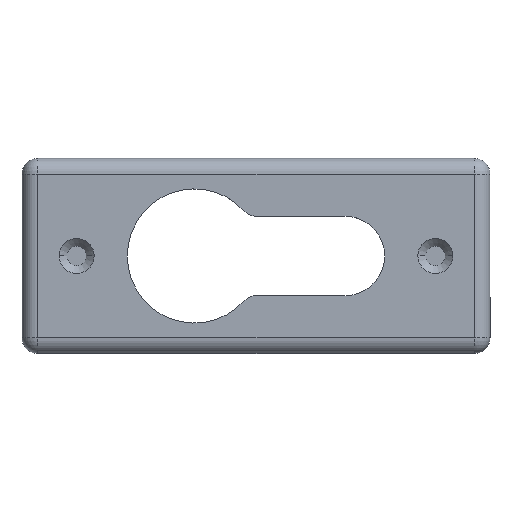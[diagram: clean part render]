
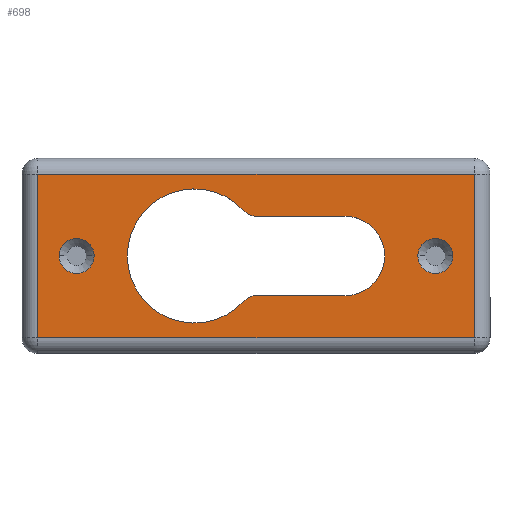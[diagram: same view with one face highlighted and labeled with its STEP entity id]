
A CAD part, top view. The second image highlights one B-rep face of the part: STEP entity #698.
In plain terms, the highlighted planar face has unit normal (0, 0, 1).
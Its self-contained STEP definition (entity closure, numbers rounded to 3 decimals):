
#9 = DIRECTION ( 'NONE',  ( 1., 0., 0. ) ) ;
#227 = LINE ( 'NONE', #7171, #1866 ) ;
#266 = VERTEX_POINT ( 'NONE', #7058 ) ;
#374 = CARTESIAN_POINT ( 'NONE',  ( 7.871, 5.1, 3.9 ) ) ;
#421 = CARTESIAN_POINT ( 'NONE',  ( 6.925, 5.1, 3.9 ) ) ;
#459 = DIRECTION ( 'NONE',  ( 1., 0., 0. ) ) ;
#492 = DIRECTION ( 'NONE',  ( 0., 0., 1. ) ) ;
#532 = CARTESIAN_POINT ( 'NONE',  ( 0., 0., 3.9 ) ) ;
#550 = AXIS2_PLACEMENT_3D ( 'NONE', #532, #492, #5525 ) ;
#580 = EDGE_LOOP ( 'NONE', ( #3519, #3095, #6857, #6070, #4336, #1907, #7407 ) ) ;
#581 = CARTESIAN_POINT ( 'NONE',  ( 19.3, -5.1, 3.9 ) ) ;
#594 = EDGE_CURVE ( 'NONE', #3107, #3170, #6953, .T. ) ;
#664 = DIRECTION ( 'NONE',  ( 0., 0., 1. ) ) ;
#693 = CIRCLE ( 'NONE', #2570, 2. ) ;
#698 = ADVANCED_FACE ( 'NONE', ( #1938, #8180, #8218, #5011 ), #4380, .T. ) ;
#924 = CARTESIAN_POINT ( 'NONE',  ( -17.35, 0., 3.9 ) ) ;
#1050 = DIRECTION ( 'NONE',  ( 1., 0., 0. ) ) ;
#1069 = EDGE_CURVE ( 'NONE', #7302, #4965, #7573, .T. ) ;
#1074 = EDGE_CURVE ( 'NONE', #7306, #4393, #3473, .T. ) ;
#1210 = VERTEX_POINT ( 'NONE', #1455 ) ;
#1297 = ORIENTED_EDGE ( 'NONE', *, *, #2198, .T. ) ;
#1405 = VERTEX_POINT ( 'NONE', #374 ) ;
#1416 = EDGE_CURVE ( 'NONE', #4393, #1405, #6160, .T. ) ;
#1455 = CARTESIAN_POINT ( 'NONE',  ( 35.9, 10.5, 3.9 ) ) ;
#1479 = CIRCLE ( 'NONE', #7890, 2.25 ) ;
#1556 = EDGE_CURVE ( 'NONE', #6460, #3400, #6679, .T. ) ;
#1569 = ORIENTED_EDGE ( 'NONE', *, *, #1069, .T. ) ;
#1673 = DIRECTION ( 'NONE',  ( 0., 0., 1. ) ) ;
#1866 = VECTOR ( 'NONE', #3460, 1000. ) ;
#1907 = ORIENTED_EDGE ( 'NONE', *, *, #1556, .T. ) ;
#1926 = CARTESIAN_POINT ( 'NONE',  ( 19.3, 0., 3.9 ) ) ;
#1938 = FACE_OUTER_BOUND ( 'NONE', #4214, .T. ) ;
#2065 = DIRECTION ( 'NONE',  ( 1., 0., 0. ) ) ;
#2170 = DIRECTION ( 'NONE',  ( 1., 0., 0. ) ) ;
#2198 = EDGE_CURVE ( 'NONE', #3170, #3107, #2271, .T. ) ;
#2271 = CIRCLE ( 'NONE', #3483, 2.25 ) ;
#2340 = ORIENTED_EDGE ( 'NONE', *, *, #6591, .T. ) ;
#2442 = DIRECTION ( 'NONE',  ( 1., 0., 0. ) ) ;
#2478 = ORIENTED_EDGE ( 'NONE', *, *, #4140, .T. ) ;
#2531 = AXIS2_PLACEMENT_3D ( 'NONE', #7042, #3246, #3796 ) ;
#2559 = EDGE_CURVE ( 'NONE', #7349, #7302, #227, .T. ) ;
#2567 = DIRECTION ( 'NONE',  ( 0., 0., -1. ) ) ;
#2569 = DIRECTION ( 'NONE',  ( -1., 0., 0. ) ) ;
#2570 = AXIS2_PLACEMENT_3D ( 'NONE', #2895, #1673, #1050 ) ;
#2663 = VERTEX_POINT ( 'NONE', #5473 ) ;
#2691 = CARTESIAN_POINT ( 'NONE',  ( -12.85, 0., 3.9 ) ) ;
#2884 = DIRECTION ( 'NONE',  ( 0., 0., -1. ) ) ;
#2895 = CARTESIAN_POINT ( 'NONE',  ( 7.871, 7.1, 3.9 ) ) ;
#2982 = DIRECTION ( 'NONE',  ( -1., 0., 0. ) ) ;
#3074 = AXIS2_PLACEMENT_3D ( 'NONE', #1926, #7031, #2569 ) ;
#3095 = ORIENTED_EDGE ( 'NONE', *, *, #3166, .T. ) ;
#3107 = VERTEX_POINT ( 'NONE', #2691 ) ;
#3111 = CARTESIAN_POINT ( 'NONE',  ( 19.3, -5.1, 3.9 ) ) ;
#3166 = EDGE_CURVE ( 'NONE', #2663, #1405, #693, .T. ) ;
#3170 = VERTEX_POINT ( 'NONE', #924 ) ;
#3246 = DIRECTION ( 'NONE',  ( 0., 0., 1. ) ) ;
#3332 = VECTOR ( 'NONE', #7772, 1000. ) ;
#3381 = EDGE_CURVE ( 'NONE', #6460, #7306, #6861, .T. ) ;
#3391 = ORIENTED_EDGE ( 'NONE', *, *, #5709, .T. ) ;
#3400 = VERTEX_POINT ( 'NONE', #4901 ) ;
#3460 = DIRECTION ( 'NONE',  ( 0., -1., 0. ) ) ;
#3473 = CIRCLE ( 'NONE', #3074, 5.1 ) ;
#3483 = AXIS2_PLACEMENT_3D ( 'NONE', #6692, #2884, #2170 ) ;
#3519 = ORIENTED_EDGE ( 'NONE', *, *, #7804, .F. ) ;
#3591 = CARTESIAN_POINT ( 'NONE',  ( -8.6, 0., 3.9 ) ) ;
#3757 = AXIS2_PLACEMENT_3D ( 'NONE', #6844, #6135, #4216 ) ;
#3796 = DIRECTION ( 'NONE',  ( 1., 0., 0. ) ) ;
#3816 = LINE ( 'NONE', #4487, #5860 ) ;
#3904 = CARTESIAN_POINT ( 'NONE',  ( 19.3, 5.1, 3.9 ) ) ;
#4066 = CARTESIAN_POINT ( 'NONE',  ( -20.1, 10.5, 3.9 ) ) ;
#4139 = VECTOR ( 'NONE', #9, 1000. ) ;
#4140 = EDGE_CURVE ( 'NONE', #266, #4657, #7235, .T. ) ;
#4177 = AXIS2_PLACEMENT_3D ( 'NONE', #4331, #2567, #2442 ) ;
#4214 = EDGE_LOOP ( 'NONE', ( #2340, #4794, #1569, #3391 ) ) ;
#4216 = DIRECTION ( 'NONE',  ( 1., 0., 0. ) ) ;
#4331 = CARTESIAN_POINT ( 'NONE',  ( 30.9, 0., 3.9 ) ) ;
#4336 = ORIENTED_EDGE ( 'NONE', *, *, #3381, .F. ) ;
#4380 = PLANE ( 'NONE',  #2531 ) ;
#4393 = VERTEX_POINT ( 'NONE', #3904 ) ;
#4487 = CARTESIAN_POINT ( 'NONE',  ( 35.9, 10.5, 3.9 ) ) ;
#4657 = VERTEX_POINT ( 'NONE', #4856 ) ;
#4698 = CIRCLE ( 'NONE', #550, 8.6 ) ;
#4763 = EDGE_CURVE ( 'NONE', #4657, #266, #1479, .T. ) ;
#4794 = ORIENTED_EDGE ( 'NONE', *, *, #2559, .T. ) ;
#4800 = EDGE_CURVE ( 'NONE', #5827, #3400, #4698, .T. ) ;
#4856 = CARTESIAN_POINT ( 'NONE',  ( 33.15, 0., 3.9 ) ) ;
#4901 = CARTESIAN_POINT ( 'NONE',  ( 6.386, -5.76, 3.9 ) ) ;
#4965 = VERTEX_POINT ( 'NONE', #5768 ) ;
#4981 = CIRCLE ( 'NONE', #7508, 8.6 ) ;
#5011 = FACE_BOUND ( 'NONE', #580, .T. ) ;
#5156 = CARTESIAN_POINT ( 'NONE',  ( -20.1, 10.5, 3.9 ) ) ;
#5292 = DIRECTION ( 'NONE',  ( 0., 0., 1. ) ) ;
#5339 = AXIS2_PLACEMENT_3D ( 'NONE', #7485, #664, #5658 ) ;
#5408 = CARTESIAN_POINT ( 'NONE',  ( 7.871, -5.1, 3.9 ) ) ;
#5473 = CARTESIAN_POINT ( 'NONE',  ( 6.386, 5.76, 3.9 ) ) ;
#5525 = DIRECTION ( 'NONE',  ( 1., 0., 0. ) ) ;
#5562 = DIRECTION ( 'NONE',  ( 0., 0., -1. ) ) ;
#5658 = DIRECTION ( 'NONE',  ( 1., 0., 0. ) ) ;
#5709 = EDGE_CURVE ( 'NONE', #4965, #1210, #3816, .T. ) ;
#5747 = CARTESIAN_POINT ( 'NONE',  ( -20.1, -10.5, 3.9 ) ) ;
#5768 = CARTESIAN_POINT ( 'NONE',  ( 35.9, -10.5, 3.9 ) ) ;
#5827 = VERTEX_POINT ( 'NONE', #3591 ) ;
#5860 = VECTOR ( 'NONE', #7567, 1000. ) ;
#6011 = VECTOR ( 'NONE', #2982, 1000. ) ;
#6070 = ORIENTED_EDGE ( 'NONE', *, *, #1074, .F. ) ;
#6135 = DIRECTION ( 'NONE',  ( 0., 0., -1. ) ) ;
#6160 = LINE ( 'NONE', #421, #6011 ) ;
#6334 = CARTESIAN_POINT ( 'NONE',  ( 35.9, -10.5, 3.9 ) ) ;
#6460 = VERTEX_POINT ( 'NONE', #5408 ) ;
#6571 = LINE ( 'NONE', #5156, #3332 ) ;
#6591 = EDGE_CURVE ( 'NONE', #1210, #7349, #6571, .T. ) ;
#6679 = CIRCLE ( 'NONE', #5339, 2. ) ;
#6692 = CARTESIAN_POINT ( 'NONE',  ( -15.1, 0., 3.9 ) ) ;
#6818 = EDGE_LOOP ( 'NONE', ( #7580, #1297 ) ) ;
#6844 = CARTESIAN_POINT ( 'NONE',  ( -15.1, 0., 3.9 ) ) ;
#6857 = ORIENTED_EDGE ( 'NONE', *, *, #1416, .F. ) ;
#6861 = LINE ( 'NONE', #581, #7096 ) ;
#6953 = CIRCLE ( 'NONE', #3757, 2.25 ) ;
#7031 = DIRECTION ( 'NONE',  ( 0., 0., 1. ) ) ;
#7042 = CARTESIAN_POINT ( 'NONE',  ( -22.1, -12.5, 3.9 ) ) ;
#7058 = CARTESIAN_POINT ( 'NONE',  ( 28.65, 0., 3.9 ) ) ;
#7096 = VECTOR ( 'NONE', #459, 1000. ) ;
#7171 = CARTESIAN_POINT ( 'NONE',  ( -20.1, -10.5, 3.9 ) ) ;
#7235 = CIRCLE ( 'NONE', #4177, 2.25 ) ;
#7302 = VERTEX_POINT ( 'NONE', #5747 ) ;
#7306 = VERTEX_POINT ( 'NONE', #3111 ) ;
#7349 = VERTEX_POINT ( 'NONE', #4066 ) ;
#7407 = ORIENTED_EDGE ( 'NONE', *, *, #4800, .F. ) ;
#7485 = CARTESIAN_POINT ( 'NONE',  ( 7.871, -7.1, 3.9 ) ) ;
#7508 = AXIS2_PLACEMENT_3D ( 'NONE', #7787, #5292, #2065 ) ;
#7567 = DIRECTION ( 'NONE',  ( 0., 1., 0. ) ) ;
#7573 = LINE ( 'NONE', #6334, #4139 ) ;
#7580 = ORIENTED_EDGE ( 'NONE', *, *, #594, .T. ) ;
#7661 = EDGE_LOOP ( 'NONE', ( #7751, #2478 ) ) ;
#7751 = ORIENTED_EDGE ( 'NONE', *, *, #4763, .T. ) ;
#7772 = DIRECTION ( 'NONE',  ( -1., 0., 0. ) ) ;
#7787 = CARTESIAN_POINT ( 'NONE',  ( 0., 0., 3.9 ) ) ;
#7804 = EDGE_CURVE ( 'NONE', #2663, #5827, #4981, .T. ) ;
#7890 = AXIS2_PLACEMENT_3D ( 'NONE', #8145, #5562, #8189 ) ;
#8145 = CARTESIAN_POINT ( 'NONE',  ( 30.9, 0., 3.9 ) ) ;
#8180 = FACE_BOUND ( 'NONE', #6818, .T. ) ;
#8189 = DIRECTION ( 'NONE',  ( 1., 0., 0. ) ) ;
#8218 = FACE_BOUND ( 'NONE', #7661, .T. ) ;
